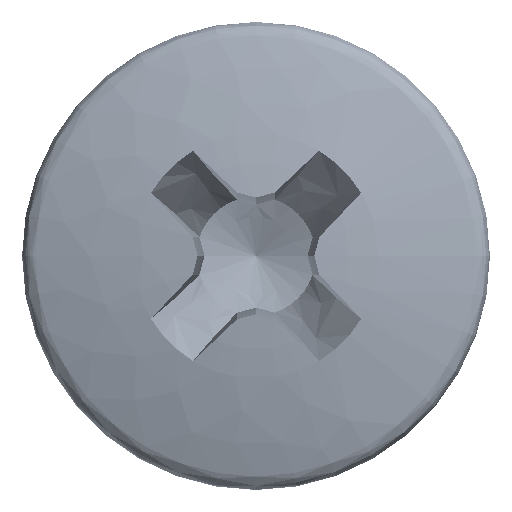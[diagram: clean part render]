
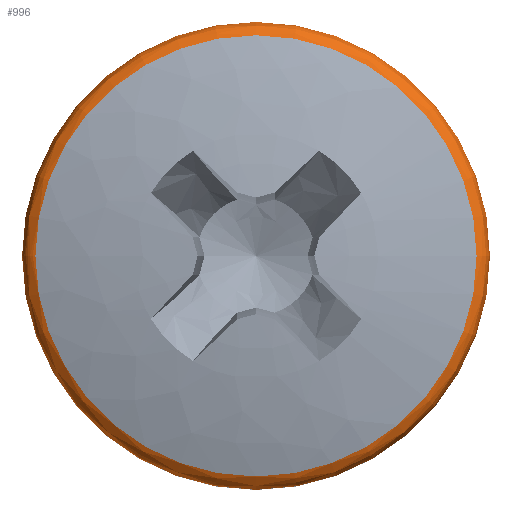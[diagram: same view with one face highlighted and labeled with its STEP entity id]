
A CAD part, top view. The second image highlights one B-rep face of the part: STEP entity #996.
In plain terms, the highlighted face is a revolution surface.
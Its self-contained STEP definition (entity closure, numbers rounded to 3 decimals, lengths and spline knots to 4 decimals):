
#36 = VERTEX_POINT('',#37);
#37 = CARTESIAN_POINT('',(-3.7018,0.,
    2.27));
#44 = EDGE_CURVE('',#36,#36,#45,.T.);
#45 = CIRCLE('',#46,3.7018);
#46 = AXIS2_PLACEMENT_3D('',#47,#48,#49);
#47 = CARTESIAN_POINT('',(0.,0.,2.27));
#48 = DIRECTION('',(0.,0.,1.));
#49 = DIRECTION('',(-1.,0.,0.));
#996 = ADVANCED_FACE('',(#997),#1017,.F.);
#997 = FACE_BOUND('',#998,.F.);
#998 = EDGE_LOOP('',(#999,#1000,#1009,#1016));
#999 = ORIENTED_EDGE('',*,*,#44,.T.);
#1000 = ORIENTED_EDGE('',*,*,#1001,.T.);
#1001 = EDGE_CURVE('',#36,#1002,#1004,.T.);
#1002 = VERTEX_POINT('',#1003);
#1003 = CARTESIAN_POINT('',(-3.925,0.,1.98));
#1004 = CIRCLE('',#1005,0.3);
#1005 = AXIS2_PLACEMENT_3D('',#1006,#1007,#1008);
#1006 = CARTESIAN_POINT('',(-3.625,0.,1.98));
#1007 = DIRECTION('',(0.,-1.,0.));
#1008 = DIRECTION('',(1.,0.,0.));
#1009 = ORIENTED_EDGE('',*,*,#1010,.F.);
#1010 = EDGE_CURVE('',#1002,#1002,#1011,.T.);
#1011 = CIRCLE('',#1012,3.925);
#1012 = AXIS2_PLACEMENT_3D('',#1013,#1014,#1015);
#1013 = CARTESIAN_POINT('',(0.,0.,1.98));
#1014 = DIRECTION('',(0.,0.,1.));
#1015 = DIRECTION('',(-1.,0.,0.));
#1016 = ORIENTED_EDGE('',*,*,#1001,.F.);
#1017 = SURFACE_OF_REVOLUTION('',#1018,#1023);
#1018 = CIRCLE('',#1019,0.3);
#1019 = AXIS2_PLACEMENT_3D('',#1020,#1021,#1022);
#1020 = CARTESIAN_POINT('',(-3.625,0.,1.98));
#1021 = DIRECTION('',(0.,-1.,0.));
#1022 = DIRECTION('',(1.,0.,0.));
#1023 = AXIS1_PLACEMENT('',#1024,#1025);
#1024 = CARTESIAN_POINT('',(0.,0.,0.));
#1025 = DIRECTION('',(0.,0.,1.));
